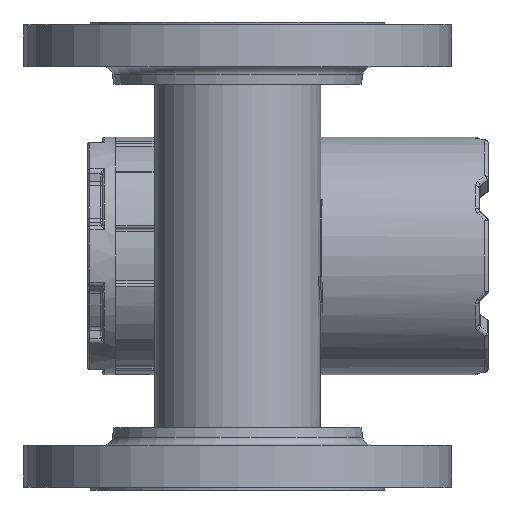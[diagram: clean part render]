
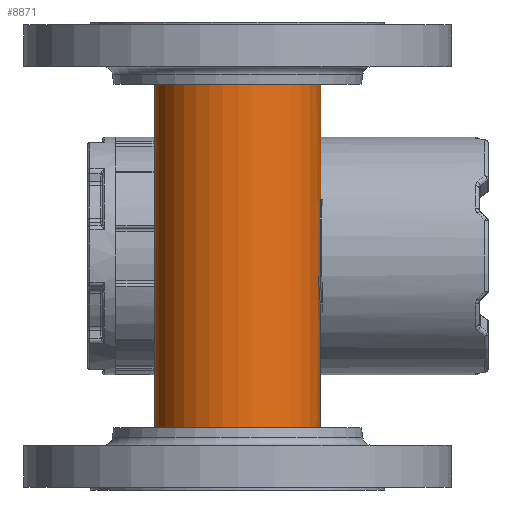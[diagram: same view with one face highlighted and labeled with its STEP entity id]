
A CAD part, front view. The second image highlights one B-rep face of the part: STEP entity #8871.
In plain terms, the highlighted cylindrical face has radius 44.45 mm (diameter 88.9 mm), a full revolution.
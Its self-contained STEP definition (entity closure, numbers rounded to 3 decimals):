
#262=FACE_BOUND('',#1138,.T.);
#549=FACE_OUTER_BOUND('',#1137,.T.);
#1137=EDGE_LOOP('',(#5502,#5503,#5504,#5505));
#1138=EDGE_LOOP('',(#5506,#5507,#5508,#5509,#5510,#5511,#5512));
#1743=B_SPLINE_CURVE_WITH_KNOTS('',3,(#13564,#13565,#13566,#13567),
 .UNSPECIFIED.,.F.,.F.,(4,4),(0.,0.247),.UNSPECIFIED.);
#1744=B_SPLINE_CURVE_WITH_KNOTS('',3,(#13586,#13587,#13588,#13589),
 .UNSPECIFIED.,.F.,.F.,(4,4),(0.,0.247),.UNSPECIFIED.);
#2009=CIRCLE('',#9612,44.45);
#2010=CIRCLE('',#9614,44.45);
#2011=CIRCLE('',#9617,44.45);
#2012=CIRCLE('',#9619,44.45);
#2015=CIRCLE('',#9624,44.45);
#2728=LINE('',#13540,#3029);
#2735=LINE('',#13597,#3036);
#2738=LINE('',#13613,#3039);
#3029=VECTOR('',#10823,10.);
#3036=VECTOR('',#10840,10.);
#3039=VECTOR('',#10861,44.45);
#3335=VERTEX_POINT('',#13538);
#3336=VERTEX_POINT('',#13539);
#3337=VERTEX_POINT('',#13544);
#3338=VERTEX_POINT('',#13563);
#3339=VERTEX_POINT('',#13585);
#3340=VERTEX_POINT('',#13592);
#3341=VERTEX_POINT('',#13596);
#3342=VERTEX_POINT('',#13602);
#3345=VERTEX_POINT('',#13611);
#4118=EDGE_CURVE('',#3335,#3336,#2728,.T.);
#4121=EDGE_CURVE('',#3337,#3335,#2009,.T.);
#4123=EDGE_CURVE('',#3338,#3337,#1743,.T.);
#4125=EDGE_CURVE('',#3339,#3338,#1744,.T.);
#4127=EDGE_CURVE('',#3340,#3339,#2010,.T.);
#4129=EDGE_CURVE('',#3341,#3340,#2735,.T.);
#4131=EDGE_CURVE('',#3336,#3341,#2011,.T.);
#4132=EDGE_CURVE('',#3342,#3342,#2012,.T.);
#4136=EDGE_CURVE('',#3345,#3345,#2015,.T.);
#4137=EDGE_CURVE('',#3345,#3342,#2738,.T.);
#5502=ORIENTED_EDGE('',*,*,#4136,.F.);
#5503=ORIENTED_EDGE('',*,*,#4137,.T.);
#5504=ORIENTED_EDGE('',*,*,#4132,.F.);
#5505=ORIENTED_EDGE('',*,*,#4137,.F.);
#5506=ORIENTED_EDGE('',*,*,#4118,.T.);
#5507=ORIENTED_EDGE('',*,*,#4131,.T.);
#5508=ORIENTED_EDGE('',*,*,#4129,.T.);
#5509=ORIENTED_EDGE('',*,*,#4127,.T.);
#5510=ORIENTED_EDGE('',*,*,#4125,.T.);
#5511=ORIENTED_EDGE('',*,*,#4123,.T.);
#5512=ORIENTED_EDGE('',*,*,#4121,.T.);
#8163=CYLINDRICAL_SURFACE('',#9623,44.45);
#8871=ADVANCED_FACE('',(#549,#262),#8163,.T.);
#9612=AXIS2_PLACEMENT_3D('',#13545,#10828,#10829);
#9614=AXIS2_PLACEMENT_3D('',#13593,#10835,#10836);
#9617=AXIS2_PLACEMENT_3D('',#13600,#10844,#10845);
#9619=AXIS2_PLACEMENT_3D('',#13603,#10848,#10849);
#9623=AXIS2_PLACEMENT_3D('',#13610,#10857,#10858);
#9624=AXIS2_PLACEMENT_3D('',#13612,#10859,#10860);
#10823=DIRECTION('',(0.,0.,1.));
#10828=DIRECTION('center_axis',(0.,0.,1.));
#10829=DIRECTION('ref_axis',(1.,0.,0.));
#10835=DIRECTION('center_axis',(0.,0.,1.));
#10836=DIRECTION('ref_axis',(1.,0.,0.));
#10840=DIRECTION('',(0.,0.,-1.));
#10844=DIRECTION('center_axis',(0.,0.,1.));
#10845=DIRECTION('ref_axis',(1.,0.,0.));
#10848=DIRECTION('center_axis',(0.,0.,-1.));
#10849=DIRECTION('ref_axis',(1.,0.,0.));
#10857=DIRECTION('center_axis',(0.,0.,1.));
#10858=DIRECTION('ref_axis',(1.,0.,0.));
#10859=DIRECTION('center_axis',(0.,0.,1.));
#10860=DIRECTION('ref_axis',(1.,0.,0.));
#10861=DIRECTION('',(0.,0.,-1.));
#13538=CARTESIAN_POINT('',(44.046,-5.982,-10.947));
#13539=CARTESIAN_POINT('',(44.046,-5.982,30.));
#13540=CARTESIAN_POINT('',(44.046,-5.982,0.));
#13544=CARTESIAN_POINT('',(43.096,-10.888,-10.947));
#13545=CARTESIAN_POINT('Origin',(0.,0.,-10.947));
#13563=CARTESIAN_POINT('',(44.45,0.,-30.));
#13564=CARTESIAN_POINT('Ctrl Pts',(44.45,0.,-30.));
#13565=CARTESIAN_POINT('Ctrl Pts',(44.45,-3.667,-23.649));
#13566=CARTESIAN_POINT('Ctrl Pts',(43.994,-7.333,-17.298));
#13567=CARTESIAN_POINT('Ctrl Pts',(43.096,-10.888,-10.947));
#13585=CARTESIAN_POINT('',(43.096,10.888,-10.947));
#13586=CARTESIAN_POINT('Ctrl Pts',(43.096,10.888,-10.947));
#13587=CARTESIAN_POINT('Ctrl Pts',(43.994,7.333,-17.298));
#13588=CARTESIAN_POINT('Ctrl Pts',(44.45,3.667,-23.649));
#13589=CARTESIAN_POINT('Ctrl Pts',(44.45,0.,-30.));
#13592=CARTESIAN_POINT('',(44.046,5.982,-10.947));
#13593=CARTESIAN_POINT('Origin',(0.,0.,-10.947));
#13596=CARTESIAN_POINT('',(44.046,5.982,30.));
#13597=CARTESIAN_POINT('',(44.046,5.982,0.));
#13600=CARTESIAN_POINT('Origin',(0.,0.,30.));
#13602=CARTESIAN_POINT('',(-44.45,0.,-120.));
#13603=CARTESIAN_POINT('Origin',(0.,0.,-120.));
#13610=CARTESIAN_POINT('Origin',(0.,0.,0.));
#13611=CARTESIAN_POINT('',(-44.45,0.,120.));
#13612=CARTESIAN_POINT('Origin',(0.,0.,120.));
#13613=CARTESIAN_POINT('',(-44.45,0.,0.));
